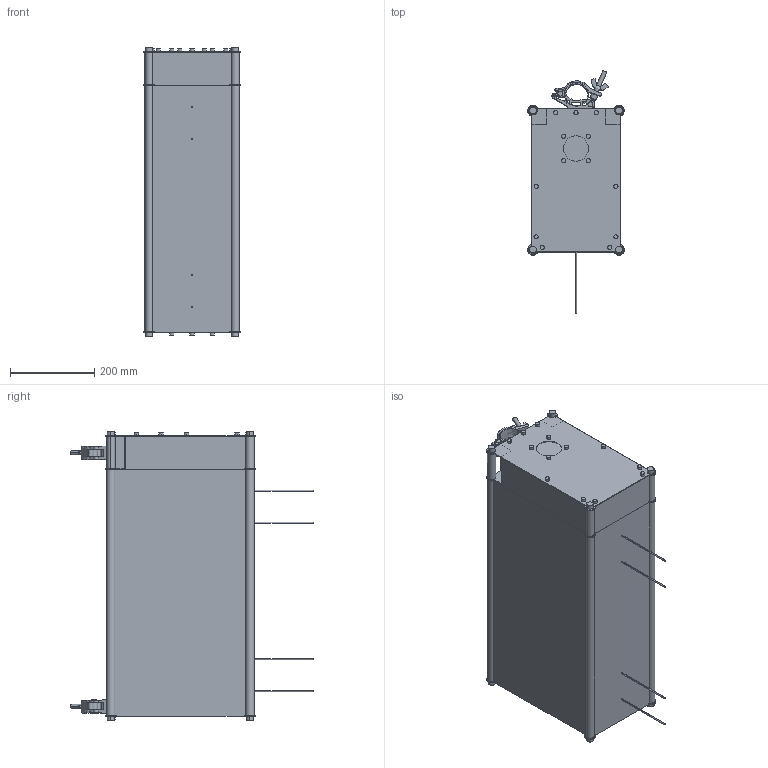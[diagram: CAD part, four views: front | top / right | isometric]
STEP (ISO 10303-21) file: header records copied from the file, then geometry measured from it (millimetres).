
FILE_DESCRIPTION (( 'STEP AP214' ), '1' );
FILE_NAME ('W25DModel.STEP', '2019-06-25T09:41:51', ( '' ), ( '' ), 'SwSTEP 2.0', 'SolidWorks 2018', '' );
FILE_SCHEMA (( 'AUTOMOTIVE_DESIGN' ));
Length unit declared in the file: millimetre
Products named in the file (1): W25DModel
Bounding box: 229 x 576.1 x 687 mm (x, y, z)
Surface area: 1227096.8 mm2 (no closed solid volume)
Topology: 0 solids, 21 shells, 326 faces, 879 edges, 598 vertices
Faces by surface type: cylinder 157, plane 117, bspline 48, cone 4
Entity records: 17996 total; most frequent: CARTESIAN_POINT 6496, DIRECTION 1597, ORIENTED_EDGE 1596, EDGE_CURVE 871, AXIS2_PLACEMENT_3D 621, VERTEX_POINT 598, EDGE_LOOP 406, VECTOR 355
